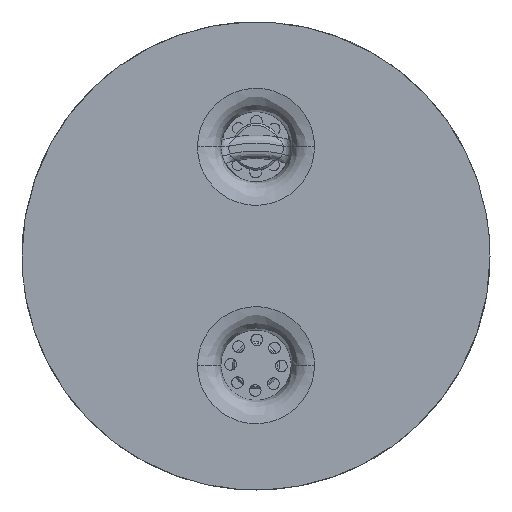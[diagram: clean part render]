
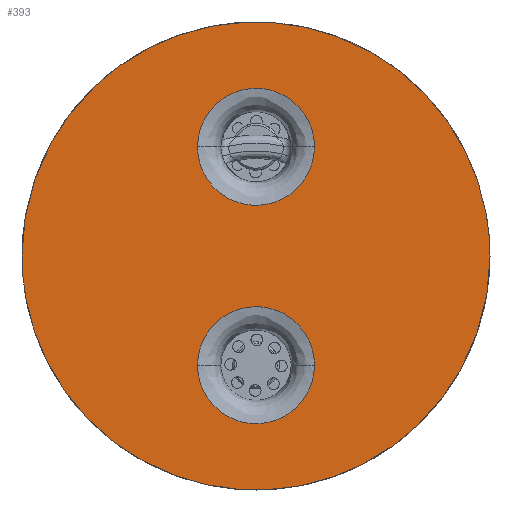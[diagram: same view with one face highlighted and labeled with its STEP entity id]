
A CAD part, left-side view. The second image highlights one B-rep face of the part: STEP entity #393.
In plain terms, the highlighted free-form (B-spline) face has degree [1, 1] with [2, 2] control points.
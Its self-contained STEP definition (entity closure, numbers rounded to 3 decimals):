
#336 = VERTEX_POINT('',#337);
#337 = CARTESIAN_POINT('',(-9.561,57.368,0.));
#342 = EDGE_CURVE('',#336,#343,#345,.T.);
#343 = VERTEX_POINT('',#344);
#344 = CARTESIAN_POINT('',(-9.561,-57.368,
    0.));
#345 = ( BOUNDED_CURVE() B_SPLINE_CURVE(2,(#346,#347,#348,#349,#350),
.UNSPECIFIED.,.F.,.F.) B_SPLINE_CURVE_WITH_KNOTS((3,2,3),(0.,
1.571,3.142),.PIECEWISE_BEZIER_KNOTS.) CURVE() 
GEOMETRIC_REPRESENTATION_ITEM() RATIONAL_B_SPLINE_CURVE((1.,
0.707,1.,0.707,1.)) REPRESENTATION_ITEM('') );
#346 = CARTESIAN_POINT('',(-9.561,57.368,0.));
#347 = CARTESIAN_POINT('',(-9.561,57.368,
    57.368));
#348 = CARTESIAN_POINT('',(-9.561,0.,
    57.368));
#349 = CARTESIAN_POINT('',(-9.561,-57.368,
    57.368));
#350 = CARTESIAN_POINT('',(-9.561,-57.368,
    0.));
#373 = EDGE_CURVE('',#343,#336,#374,.T.);
#374 = ( BOUNDED_CURVE() B_SPLINE_CURVE(2,(#375,#376,#377,#378,#379),
.UNSPECIFIED.,.F.,.F.) B_SPLINE_CURVE_WITH_KNOTS((3,2,3),(0.,
1.571,3.142),.PIECEWISE_BEZIER_KNOTS.) CURVE() 
GEOMETRIC_REPRESENTATION_ITEM() RATIONAL_B_SPLINE_CURVE((1.,
0.707,1.,0.707,1.)) REPRESENTATION_ITEM('') );
#375 = CARTESIAN_POINT('',(-9.561,-57.368,0.));
#376 = CARTESIAN_POINT('',(-9.561,-57.368,
    -57.368));
#377 = CARTESIAN_POINT('',(-9.561,0.,
    -57.368));
#378 = CARTESIAN_POINT('',(-9.561,57.368,
    -57.368));
#379 = CARTESIAN_POINT('',(-9.561,57.368,
    0.));
#393 = ADVANCED_FACE('',(#394,#398,#420),#442,.F.);
#394 = FACE_BOUND('',#395,.F.);
#395 = EDGE_LOOP('',(#396,#397));
#396 = ORIENTED_EDGE('',*,*,#342,.T.);
#397 = ORIENTED_EDGE('',*,*,#373,.T.);
#398 = FACE_BOUND('',#399,.F.);
#399 = EDGE_LOOP('',(#400,#412));
#400 = ORIENTED_EDGE('',*,*,#401,.F.);
#401 = EDGE_CURVE('',#402,#404,#406,.T.);
#402 = VERTEX_POINT('',#403);
#403 = CARTESIAN_POINT('',(-9.561,-14.342,
    26.772));
#404 = VERTEX_POINT('',#405);
#405 = CARTESIAN_POINT('',(-9.561,14.342,
    26.772));
#406 = ( BOUNDED_CURVE() B_SPLINE_CURVE(2,(#407,#408,#409,#410,#411),
.UNSPECIFIED.,.F.,.F.) B_SPLINE_CURVE_WITH_KNOTS((3,2,3),(0.,
1.571,3.142),.PIECEWISE_BEZIER_KNOTS.) CURVE() 
GEOMETRIC_REPRESENTATION_ITEM() RATIONAL_B_SPLINE_CURVE((1.,
0.707,1.,0.707,1.)) REPRESENTATION_ITEM('') );
#407 = CARTESIAN_POINT('',(-9.561,-14.342,
    26.772));
#408 = CARTESIAN_POINT('',(-9.561,-14.342,
    12.43));
#409 = CARTESIAN_POINT('',(-9.561,0.,
    12.43));
#410 = CARTESIAN_POINT('',(-9.561,14.342,
    12.43));
#411 = CARTESIAN_POINT('',(-9.561,14.342,
    26.772));
#412 = ORIENTED_EDGE('',*,*,#413,.F.);
#413 = EDGE_CURVE('',#404,#402,#414,.T.);
#414 = ( BOUNDED_CURVE() B_SPLINE_CURVE(2,(#415,#416,#417,#418,#419),
.UNSPECIFIED.,.F.,.F.) B_SPLINE_CURVE_WITH_KNOTS((3,2,3),(0.,
1.571,3.142),.PIECEWISE_BEZIER_KNOTS.) CURVE() 
GEOMETRIC_REPRESENTATION_ITEM() RATIONAL_B_SPLINE_CURVE((1.,
0.707,1.,0.707,1.)) REPRESENTATION_ITEM('') );
#415 = CARTESIAN_POINT('',(-9.561,14.342,
    26.772));
#416 = CARTESIAN_POINT('',(-9.561,14.342,
    41.114));
#417 = CARTESIAN_POINT('',(-9.561,0.,
    41.114));
#418 = CARTESIAN_POINT('',(-9.561,-14.342,
    41.114));
#419 = CARTESIAN_POINT('',(-9.561,-14.342,
    26.772));
#420 = FACE_BOUND('',#421,.F.);
#421 = EDGE_LOOP('',(#422,#434));
#422 = ORIENTED_EDGE('',*,*,#423,.F.);
#423 = EDGE_CURVE('',#424,#426,#428,.T.);
#424 = VERTEX_POINT('',#425);
#425 = CARTESIAN_POINT('',(-9.561,-14.342,
    -26.772));
#426 = VERTEX_POINT('',#427);
#427 = CARTESIAN_POINT('',(-9.561,14.342,
    -26.772));
#428 = ( BOUNDED_CURVE() B_SPLINE_CURVE(2,(#429,#430,#431,#432,#433),
.UNSPECIFIED.,.F.,.F.) B_SPLINE_CURVE_WITH_KNOTS((3,2,3),(0.,
1.571,3.142),.PIECEWISE_BEZIER_KNOTS.) CURVE() 
GEOMETRIC_REPRESENTATION_ITEM() RATIONAL_B_SPLINE_CURVE((1.,
0.707,1.,0.707,1.)) REPRESENTATION_ITEM('') );
#429 = CARTESIAN_POINT('',(-9.561,-14.342,
    -26.772));
#430 = CARTESIAN_POINT('',(-9.561,-14.342,
    -41.114));
#431 = CARTESIAN_POINT('',(-9.561,0.,
    -41.114));
#432 = CARTESIAN_POINT('',(-9.561,14.342,
    -41.114));
#433 = CARTESIAN_POINT('',(-9.561,14.342,
    -26.772));
#434 = ORIENTED_EDGE('',*,*,#435,.F.);
#435 = EDGE_CURVE('',#426,#424,#436,.T.);
#436 = ( BOUNDED_CURVE() B_SPLINE_CURVE(2,(#437,#438,#439,#440,#441),
.UNSPECIFIED.,.F.,.F.) B_SPLINE_CURVE_WITH_KNOTS((3,2,3),(0.,
1.571,3.142),.PIECEWISE_BEZIER_KNOTS.) CURVE() 
GEOMETRIC_REPRESENTATION_ITEM() RATIONAL_B_SPLINE_CURVE((1.,
0.707,1.,0.707,1.)) REPRESENTATION_ITEM('') );
#437 = CARTESIAN_POINT('',(-9.561,14.342,
    -26.772));
#438 = CARTESIAN_POINT('',(-9.561,14.342,
    -12.43));
#439 = CARTESIAN_POINT('',(-9.561,0.,
    -12.43));
#440 = CARTESIAN_POINT('',(-9.561,-14.342,
    -12.43));
#441 = CARTESIAN_POINT('',(-9.561,-14.342,
    -26.772));
#442 = B_SPLINE_SURFACE_WITH_KNOTS('',1,1,(
    (#443,#444)
    ,(#445,#446
    )),.UNSPECIFIED.,.F.,.F.,.F.,(2,2),(2,2),(-60.,60.),(-60.,60.),
  .PIECEWISE_BEZIER_KNOTS.);
#443 = CARTESIAN_POINT('',(-9.561,-57.368,
    -57.368));
#444 = CARTESIAN_POINT('',(-9.561,-57.368,
    57.368));
#445 = CARTESIAN_POINT('',(-9.561,57.368,
    -57.368));
#446 = CARTESIAN_POINT('',(-9.561,57.368,
    57.368));
